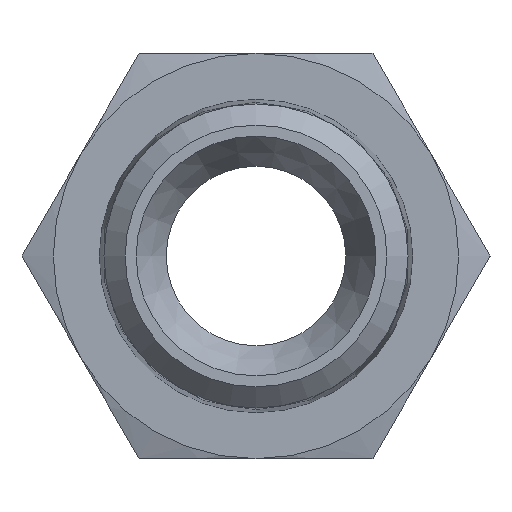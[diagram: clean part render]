
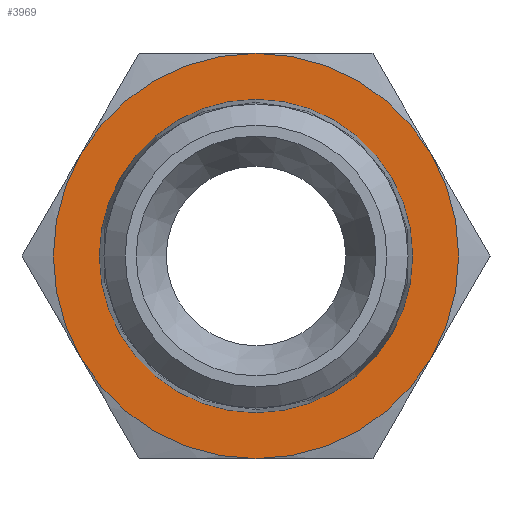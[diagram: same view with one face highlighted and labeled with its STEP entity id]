
A CAD part, left-side view. The second image highlights one B-rep face of the part: STEP entity #3969.
In plain terms, the highlighted planar face has unit normal (-1, 0, 0).
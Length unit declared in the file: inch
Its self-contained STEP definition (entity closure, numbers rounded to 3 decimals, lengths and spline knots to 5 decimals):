
#2904=CARTESIAN_POINT('',(0.0,0.,0.6875));
#2905=VERTEX_POINT('',#2904);
#3193=CARTESIAN_POINT('',(0.0,0.,0.5315));
#3194=VERTEX_POINT('',#3193);
#3195=CARTESIAN_POINT('',(0.0,0.,0.0));
#3196=DIRECTION('',(-1.0,0.0,0.0));
#3197=DIRECTION('',(0.0,0.0,-1.0));
#3198=AXIS2_PLACEMENT_3D('',#3195,#3196,#3197);
#3199=CIRCLE('',#3198,0.5315);
#3200=EDGE_CURVE('',#3194,#3194,#3199,.T.);
#3363=CARTESIAN_POINT('',(0.0,0.59539,0.34375));
#3364=VERTEX_POINT('',#3363);
#3378=CARTESIAN_POINT('',(0.0,0.0,0.0));
#3379=DIRECTION('',(-1.0,0.0,0.0));
#3380=DIRECTION('',(0.0,1.0,0.0));
#3381=AXIS2_PLACEMENT_3D('',#3378,#3379,#3380);
#3382=CIRCLE('',#3381,0.6875);
#3383=EDGE_CURVE('',#2905,#3364,#3382,.T.);
#3393=CARTESIAN_POINT('',(0.0,-0.59539,0.34375));
#3394=VERTEX_POINT('',#3393);
#3409=CARTESIAN_POINT('',(0.0,0.0,0.0));
#3410=DIRECTION('',(-1.0,0.0,0.0));
#3411=DIRECTION('',(0.0,1.0,0.0));
#3412=AXIS2_PLACEMENT_3D('',#3409,#3410,#3411);
#3413=CIRCLE('',#3412,0.6875);
#3414=EDGE_CURVE('',#3394,#2905,#3413,.T.);
#3426=CARTESIAN_POINT('',(0.0,-0.59539,-0.34375));
#3427=VERTEX_POINT('',#3426);
#3454=CARTESIAN_POINT('',(0.0,0.0,0.0));
#3455=DIRECTION('',(-1.0,0.0,0.0));
#3456=DIRECTION('',(0.0,1.0,0.0));
#3457=AXIS2_PLACEMENT_3D('',#3454,#3455,#3456);
#3458=CIRCLE('',#3457,0.6875);
#3459=EDGE_CURVE('',#3427,#3394,#3458,.T.);
#3484=CARTESIAN_POINT('',(0.0,0.0,-0.6875));
#3485=VERTEX_POINT('',#3484);
#3486=CARTESIAN_POINT('',(0.0,0.0,0.0));
#3487=DIRECTION('',(-1.0,0.0,0.0));
#3488=DIRECTION('',(0.0,1.0,0.0));
#3489=AXIS2_PLACEMENT_3D('',#3486,#3487,#3488);
#3490=CIRCLE('',#3489,0.6875);
#3491=EDGE_CURVE('',#3485,#3427,#3490,.T.);
#3529=CARTESIAN_POINT('',(0.0,0.59539,-0.34375));
#3530=VERTEX_POINT('',#3529);
#3531=CARTESIAN_POINT('',(0.0,0.0,0.0));
#3532=DIRECTION('',(-1.0,0.0,0.0));
#3533=DIRECTION('',(0.0,1.0,0.0));
#3534=AXIS2_PLACEMENT_3D('',#3531,#3532,#3533);
#3535=CIRCLE('',#3534,0.6875);
#3536=EDGE_CURVE('',#3530,#3485,#3535,.T.);
#3574=CARTESIAN_POINT('',(0.0,0.0,0.0));
#3575=DIRECTION('',(-1.0,0.0,0.0));
#3576=DIRECTION('',(0.0,1.0,0.0));
#3577=AXIS2_PLACEMENT_3D('',#3574,#3575,#3576);
#3578=CIRCLE('',#3577,0.6875);
#3579=EDGE_CURVE('',#3364,#3530,#3578,.T.);
#3953=CARTESIAN_POINT('',(0.0,0.,0.));
#3954=DIRECTION('',(1.0,0.0,0.0));
#3955=DIRECTION('',(0.0,0.0,-1.0));
#3956=AXIS2_PLACEMENT_3D('',#3953,#3954,#3955);
#3957=PLANE('',#3956);
#3958=ORIENTED_EDGE('',*,*,#3579,.T.);
#3959=ORIENTED_EDGE('',*,*,#3536,.T.);
#3960=ORIENTED_EDGE('',*,*,#3491,.T.);
#3961=ORIENTED_EDGE('',*,*,#3459,.T.);
#3962=ORIENTED_EDGE('',*,*,#3414,.T.);
#3963=ORIENTED_EDGE('',*,*,#3383,.T.);
#3964=EDGE_LOOP('',(#3958,#3959,#3960,#3961,#3962,#3963));
#3965=FACE_OUTER_BOUND('',#3964,.T.);
#3966=ORIENTED_EDGE('',*,*,#3200,.F.);
#3967=EDGE_LOOP('',(#3966));
#3968=FACE_BOUND('',#3967,.T.);
#3969=ADVANCED_FACE('',(#3965,#3968),#3957,.F.);
